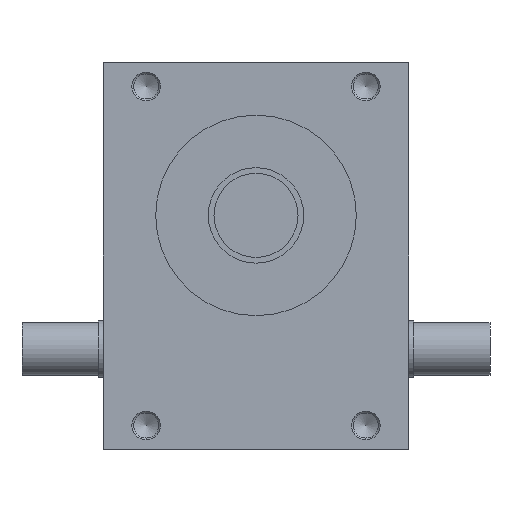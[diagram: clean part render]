
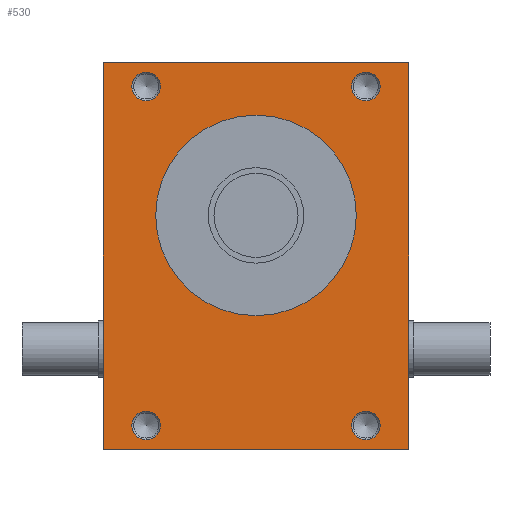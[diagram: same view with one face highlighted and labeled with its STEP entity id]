
A CAD part, front view. The second image highlights one B-rep face of the part: STEP entity #530.
In plain terms, the highlighted planar face has unit normal (0, -1, 0).
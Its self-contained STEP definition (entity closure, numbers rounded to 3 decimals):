
#530 = ADVANCED_FACE( '', ( #1098, #1099, #1100, #1101, #1102, #1103 ), #1104, .F. );
#1098 = FACE_BOUND( '', #1713, .T. );
#1099 = FACE_BOUND( '', #1714, .T. );
#1100 = FACE_BOUND( '', #1715, .T. );
#1101 = FACE_BOUND( '', #1716, .T. );
#1102 = FACE_BOUND( '', #1717, .T. );
#1103 = FACE_OUTER_BOUND( '', #1718, .T. );
#1104 = PLANE( '', #1719 );
#1713 = EDGE_LOOP( '', ( #2836 ) );
#1714 = EDGE_LOOP( '', ( #2837 ) );
#1715 = EDGE_LOOP( '', ( #2838 ) );
#1716 = EDGE_LOOP( '', ( #2839 ) );
#1717 = EDGE_LOOP( '', ( #2840 ) );
#1718 = EDGE_LOOP( '', ( #2841, #2842, #2843, #2844 ) );
#1719 = AXIS2_PLACEMENT_3D( '', #2845, #2846, #2847 );
#2836 = ORIENTED_EDGE( '', *, *, #3552, .F. );
#2837 = ORIENTED_EDGE( '', *, *, #3481, .F. );
#2838 = ORIENTED_EDGE( '', *, *, #3714, .F. );
#2839 = ORIENTED_EDGE( '', *, *, #3478, .F. );
#2840 = ORIENTED_EDGE( '', *, *, #3419, .T. );
#2841 = ORIENTED_EDGE( '', *, *, #3800, .T. );
#2842 = ORIENTED_EDGE( '', *, *, #3384, .F. );
#2843 = ORIENTED_EDGE( '', *, *, #3801, .F. );
#2844 = ORIENTED_EDGE( '', *, *, #3772, .T. );
#2845 = CARTESIAN_POINT( '', ( -160., -135., 202.5 ) );
#2846 = DIRECTION( '', ( 0., 1., 0. ) );
#2847 = DIRECTION( '', ( 0., 0., 1. ) );
#3384 = EDGE_CURVE( '', #3965, #3960, #3967, .T. );
#3419 = EDGE_CURVE( '', #4028, #4028, #4029, .T. );
#3478 = EDGE_CURVE( '', #4124, #4124, #4125, .T. );
#3481 = EDGE_CURVE( '', #4129, #4129, #4130, .T. );
#3552 = EDGE_CURVE( '', #4250, #4250, #4251, .T. );
#3714 = EDGE_CURVE( '', #4493, #4493, #4494, .T. );
#3772 = EDGE_CURVE( '', #4574, #4572, #4575, .T. );
#3800 = EDGE_CURVE( '', #4572, #3960, #4609, .T. );
#3801 = EDGE_CURVE( '', #4574, #3965, #4610, .T. );
#3960 = VERTEX_POINT( '', #4795 );
#3965 = VERTEX_POINT( '', #4802 );
#3967 = LINE( '', #4805, #4806 );
#4028 = VERTEX_POINT( '', #4884 );
#4029 = CIRCLE( '', #4885, 105. );
#4124 = VERTEX_POINT( '', #5007 );
#4125 = CIRCLE( '', #5008, 15. );
#4129 = VERTEX_POINT( '', #5012 );
#4130 = CIRCLE( '', #5013, 15. );
#4250 = VERTEX_POINT( '', #5162 );
#4251 = CIRCLE( '', #5163, 15. );
#4493 = VERTEX_POINT( '', #5489 );
#4494 = CIRCLE( '', #5490, 15. );
#4572 = VERTEX_POINT( '', #5593 );
#4574 = VERTEX_POINT( '', #5596 );
#4575 = LINE( '', #5597, #5598 );
#4609 = LINE( '', #5689, #5690 );
#4610 = LINE( '', #5691, #5692 );
#4795 = CARTESIAN_POINT( '', ( 160., -135., -202.5 ) );
#4802 = CARTESIAN_POINT( '', ( 160., -135., 202.5 ) );
#4805 = CARTESIAN_POINT( '', ( 160., -135., 202.5 ) );
#4806 = VECTOR( '', #5938, 1000. );
#4884 = CARTESIAN_POINT( '', ( 105., -135., 42.5 ) );
#4885 = AXIS2_PLACEMENT_3D( '', #5986, #5987, #5988 );
#5007 = CARTESIAN_POINT( '', ( 115., -135., -192.5 ) );
#5008 = AXIS2_PLACEMENT_3D( '', #6061, #6062, #6063 );
#5012 = CARTESIAN_POINT( '', ( -115., -135., 162.5 ) );
#5013 = AXIS2_PLACEMENT_3D( '', #6067, #6068, #6069 );
#5162 = CARTESIAN_POINT( '', ( -115., -135., -192.5 ) );
#5163 = AXIS2_PLACEMENT_3D( '', #6177, #6178, #6179 );
#5489 = CARTESIAN_POINT( '', ( 115., -135., 162.5 ) );
#5490 = AXIS2_PLACEMENT_3D( '', #6348, #6349, #6350 );
#5593 = CARTESIAN_POINT( '', ( -160., -135., -202.5 ) );
#5596 = CARTESIAN_POINT( '', ( -160., -135., 202.5 ) );
#5597 = CARTESIAN_POINT( '', ( -160., -135., 202.5 ) );
#5598 = VECTOR( '', #6407, 1000. );
#5689 = CARTESIAN_POINT( '', ( -160., -135., -202.5 ) );
#5690 = VECTOR( '', #6423, 1000. );
#5691 = CARTESIAN_POINT( '', ( -160., -135., 202.5 ) );
#5692 = VECTOR( '', #6424, 1000. );
#5938 = DIRECTION( '', ( 0., 0., -1. ) );
#5986 = CARTESIAN_POINT( '', ( 0., -135., 42.5 ) );
#5987 = DIRECTION( '', ( 0., 1., 0. ) );
#5988 = DIRECTION( '', ( 1., 0., 0. ) );
#6061 = CARTESIAN_POINT( '', ( 115., -135., -177.5 ) );
#6062 = DIRECTION( '', ( 0., -1., 0. ) );
#6063 = DIRECTION( '', ( 0., 0., -1. ) );
#6067 = CARTESIAN_POINT( '', ( -115., -135., 177.5 ) );
#6068 = DIRECTION( '', ( 0., -1., 0. ) );
#6069 = DIRECTION( '', ( 0., 0., -1. ) );
#6177 = CARTESIAN_POINT( '', ( -115., -135., -177.5 ) );
#6178 = DIRECTION( '', ( 0., -1., 0. ) );
#6179 = DIRECTION( '', ( 0., 0., -1. ) );
#6348 = CARTESIAN_POINT( '', ( 115., -135., 177.5 ) );
#6349 = DIRECTION( '', ( 0., -1., 0. ) );
#6350 = DIRECTION( '', ( 0., 0., -1. ) );
#6407 = DIRECTION( '', ( 0., 0., -1. ) );
#6423 = DIRECTION( '', ( 1., 0., 0. ) );
#6424 = DIRECTION( '', ( 1., 0., 0. ) );
